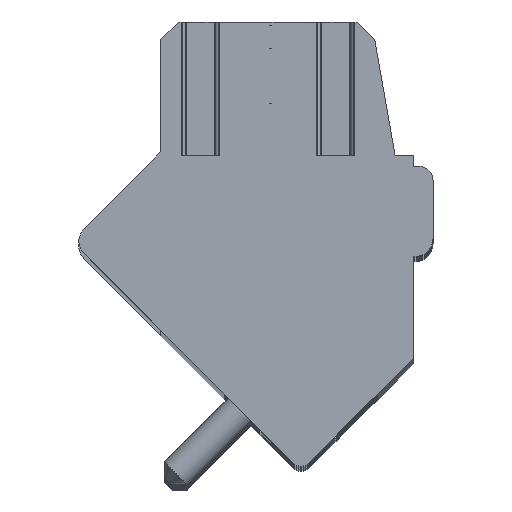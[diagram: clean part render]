
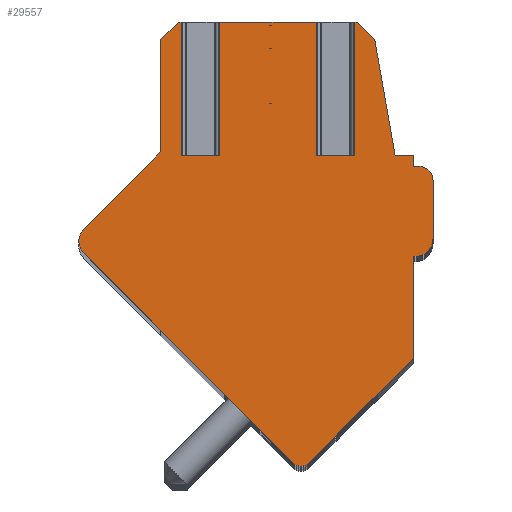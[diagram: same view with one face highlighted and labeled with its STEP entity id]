
A CAD part, top view. The second image highlights one B-rep face of the part: STEP entity #29557.
In plain terms, the highlighted planar face has unit normal (0, 0, 1).
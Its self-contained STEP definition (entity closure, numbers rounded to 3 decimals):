
#3476=DIRECTION('',(0.707,-0.707,0.));
#3477=VECTOR('',#3476,8.2);
#3478=CARTESIAN_POINT('',(-4.761,0.072,1.75));
#3479=LINE('',#3478,#3477);
#4034=DIRECTION('',(1.,0.,0.));
#4035=VECTOR('',#4034,1.07);
#4036=CARTESIAN_POINT('',(1.673,2.8,1.75));
#4037=LINE('',#4036,#4035);
#4038=DIRECTION('',(0.,1.,0.));
#4039=VECTOR('',#4038,3.7);
#4040=CARTESIAN_POINT('',(2.743,2.8,1.75));
#4041=LINE('',#4040,#4039);
#4042=DIRECTION('',(-1.,0.,0.));
#4043=VECTOR('',#4042,0.068);
#4044=CARTESIAN_POINT('',(2.811,6.5,1.75));
#4045=LINE('',#4044,#4043);
#4046=DIRECTION('',(-0.707,0.707,0.));
#4047=VECTOR('',#4046,0.677);
#4048=CARTESIAN_POINT('',(3.29,6.021,1.75));
#4049=LINE('',#4048,#4047);
#4050=DIRECTION('',(-0.174,0.985,0.));
#4051=VECTOR('',#4050,3.271);
#4052=CARTESIAN_POINT('',(3.858,2.8,1.75));
#4053=LINE('',#4052,#4051);
#4054=DIRECTION('',(-1.,0.,0.));
#4055=VECTOR('',#4054,0.5);
#4056=CARTESIAN_POINT('',(4.358,2.8,1.75));
#4057=LINE('',#4056,#4055);
#4058=DIRECTION('',(0.,1.,0.));
#4059=VECTOR('',#4058,0.3);
#4060=CARTESIAN_POINT('',(4.358,2.5,1.75));
#4061=LINE('',#4060,#4059);
#4062=DIRECTION('',(-1.,0.,0.));
#4063=VECTOR('',#4062,0.15);
#4064=CARTESIAN_POINT('',(4.508,2.5,1.75));
#4065=LINE('',#4064,#4063);
#4066=CARTESIAN_POINT('',(4.508,2.1,1.75));
#4067=DIRECTION('',(0.,0.,1.));
#4068=DIRECTION('',(1.,0.,0.));
#4069=AXIS2_PLACEMENT_3D('',#4066,#4067,#4068);
#4071=DIRECTION('',(0.,1.,0.));
#4072=VECTOR('',#4071,1.6);
#4073=CARTESIAN_POINT('',(4.908,0.5,1.75));
#4074=LINE('',#4073,#4072);
#4075=CARTESIAN_POINT('',(4.408,0.5,1.75));
#4076=DIRECTION('',(0.,0.,1.));
#4077=DIRECTION('',(0.,-1.,0.));
#4078=AXIS2_PLACEMENT_3D('',#4075,#4076,#4077);
#4080=DIRECTION('',(1.,0.,0.));
#4081=VECTOR('',#4080,0.05);
#4082=CARTESIAN_POINT('',(4.358,0.,1.75));
#4083=LINE('',#4082,#4081);
#4084=DIRECTION('',(0.,1.,0.));
#4085=VECTOR('',#4084,2.83);
#4086=CARTESIAN_POINT('',(4.358,-2.83,1.75));
#4087=LINE('',#4086,#4085);
#4088=DIRECTION('',(0.707,0.707,0.));
#4089=VECTOR('',#4088,4.096);
#4090=CARTESIAN_POINT('',(1.461,-5.727,1.75));
#4091=LINE('',#4090,#4089);
#4092=CARTESIAN_POINT('',(1.249,-5.515,1.75));
#4093=DIRECTION('',(0.,0.,1.));
#4094=DIRECTION('',(-0.707,-0.707,0.));
#4095=AXIS2_PLACEMENT_3D('',#4092,#4093,#4094);
#4097=CARTESIAN_POINT('',(-4.408,0.425,1.75));
#4098=DIRECTION('',(0.,0.,1.));
#4099=DIRECTION('',(-0.707,0.707,0.));
#4100=AXIS2_PLACEMENT_3D('',#4097,#4098,#4099);
#4102=DIRECTION('',(-0.707,-0.707,0.));
#4103=VECTOR('',#4102,2.997);
#4104=CARTESIAN_POINT('',(-2.642,2.898,1.75));
#4105=LINE('',#4104,#4103);
#4106=DIRECTION('',(0.,-1.,0.));
#4107=VECTOR('',#4106,3.111);
#4108=CARTESIAN_POINT('',(-2.642,6.009,1.75));
#4109=LINE('',#4108,#4107);
#4110=DIRECTION('',(-0.707,-0.707,0.));
#4111=VECTOR('',#4110,0.694);
#4112=CARTESIAN_POINT('',(-2.151,6.5,1.75));
#4113=LINE('',#4112,#4111);
#4114=DIRECTION('',(-1.,0.,0.));
#4115=VECTOR('',#4114,0.074);
#4116=CARTESIAN_POINT('',(-2.077,6.5,1.75));
#4117=LINE('',#4116,#4115);
#4118=DIRECTION('',(0.,1.,0.));
#4119=VECTOR('',#4118,3.7);
#4120=CARTESIAN_POINT('',(-2.077,2.8,1.75));
#4121=LINE('',#4120,#4119);
#4122=DIRECTION('',(1.,0.,0.));
#4123=VECTOR('',#4122,1.07);
#4124=CARTESIAN_POINT('',(-2.077,2.8,1.75));
#4125=LINE('',#4124,#4123);
#4126=DIRECTION('',(0.,1.,0.));
#4127=VECTOR('',#4126,3.7);
#4128=CARTESIAN_POINT('',(-1.007,2.8,1.75));
#4129=LINE('',#4128,#4127);
#4130=DIRECTION('',(-1.,0.,0.));
#4131=VECTOR('',#4130,2.68);
#4132=CARTESIAN_POINT('',(1.673,6.5,1.75));
#4133=LINE('',#4132,#4131);
#4134=DIRECTION('',(0.,1.,0.));
#4135=VECTOR('',#4134,3.7);
#4136=CARTESIAN_POINT('',(1.673,2.8,1.75));
#4137=LINE('',#4136,#4135);
#19575=CARTESIAN_POINT('',(1.673,2.8,1.75));
#19576=CARTESIAN_POINT('',(2.743,2.8,1.75));
#19577=VERTEX_POINT('',#19575);
#19578=VERTEX_POINT('',#19576);
#19579=CARTESIAN_POINT('',(2.743,6.5,1.75));
#19580=VERTEX_POINT('',#19579);
#19581=CARTESIAN_POINT('',(1.673,6.5,1.75));
#19582=VERTEX_POINT('',#19581);
#19595=CARTESIAN_POINT('',(-2.077,2.8,1.75));
#19596=CARTESIAN_POINT('',(-1.007,2.8,1.75));
#19597=VERTEX_POINT('',#19595);
#19598=VERTEX_POINT('',#19596);
#19599=CARTESIAN_POINT('',(-1.007,6.5,1.75));
#19600=VERTEX_POINT('',#19599);
#19601=CARTESIAN_POINT('',(-2.077,6.5,1.75));
#19602=VERTEX_POINT('',#19601);
#19693=CARTESIAN_POINT('',(1.037,-5.727,1.75));
#19694=CARTESIAN_POINT('',(1.461,-5.727,1.75));
#19695=VERTEX_POINT('',#19693);
#19696=VERTEX_POINT('',#19694);
#19697=CARTESIAN_POINT('',(4.358,-2.83,1.75));
#19698=VERTEX_POINT('',#19697);
#19699=CARTESIAN_POINT('',(4.358,0.,1.75));
#19700=VERTEX_POINT('',#19699);
#19701=CARTESIAN_POINT('',(4.408,0.,1.75));
#19702=VERTEX_POINT('',#19701);
#19703=CARTESIAN_POINT('',(4.908,0.5,1.75));
#19704=VERTEX_POINT('',#19703);
#19705=CARTESIAN_POINT('',(4.908,2.1,1.75));
#19706=VERTEX_POINT('',#19705);
#19707=CARTESIAN_POINT('',(4.508,2.5,1.75));
#19708=VERTEX_POINT('',#19707);
#19709=CARTESIAN_POINT('',(4.358,2.5,1.75));
#19710=VERTEX_POINT('',#19709);
#19711=CARTESIAN_POINT('',(4.358,2.8,1.75));
#19712=VERTEX_POINT('',#19711);
#19713=CARTESIAN_POINT('',(3.858,2.8,1.75));
#19714=VERTEX_POINT('',#19713);
#19715=CARTESIAN_POINT('',(3.29,6.021,1.75));
#19716=VERTEX_POINT('',#19715);
#19717=CARTESIAN_POINT('',(2.811,6.5,1.75));
#19718=VERTEX_POINT('',#19717);
#19719=CARTESIAN_POINT('',(-2.151,6.5,1.75));
#19720=CARTESIAN_POINT('',(-2.642,6.009,1.75));
#19721=VERTEX_POINT('',#19719);
#19722=VERTEX_POINT('',#19720);
#19723=CARTESIAN_POINT('',(-4.761,0.779,1.75));
#19724=CARTESIAN_POINT('',(-4.761,0.072,1.75));
#19725=VERTEX_POINT('',#19723);
#19726=VERTEX_POINT('',#19724);
#19731=CARTESIAN_POINT('',(-2.642,2.898,1.75));
#19733=VERTEX_POINT('',#19731);
#29514=CARTESIAN_POINT('',(0.,0.,1.75));
#29515=DIRECTION('',(0.,0.,1.));
#29516=DIRECTION('',(1.,0.,0.));
#29517=AXIS2_PLACEMENT_3D('',#29514,#29515,#29516);
#29518=PLANE('',#29517);
#29520=ORIENTED_EDGE('',*,*,#29519,.T.);
#29522=ORIENTED_EDGE('',*,*,#29521,.T.);
#29523=ORIENTED_EDGE('',*,*,#25144,.F.);
#29524=ORIENTED_EDGE('',*,*,#25450,.F.);
#29525=ORIENTED_EDGE('',*,*,#25464,.F.);
#29526=ORIENTED_EDGE('',*,*,#25478,.F.);
#29527=ORIENTED_EDGE('',*,*,#25683,.F.);
#29528=ORIENTED_EDGE('',*,*,#25699,.F.);
#29529=ORIENTED_EDGE('',*,*,#26476,.F.);
#29530=ORIENTED_EDGE('',*,*,#26848,.F.);
#29531=ORIENTED_EDGE('',*,*,#27220,.F.);
#29532=ORIENTED_EDGE('',*,*,#27592,.F.);
#29533=ORIENTED_EDGE('',*,*,#27971,.F.);
#29534=ORIENTED_EDGE('',*,*,#28783,.F.);
#29535=ORIENTED_EDGE('',*,*,#29065,.F.);
#29536=ORIENTED_EDGE('',*,*,#28834,.F.);
#29538=ORIENTED_EDGE('',*,*,#29537,.F.);
#29540=ORIENTED_EDGE('',*,*,#29539,.F.);
#29542=ORIENTED_EDGE('',*,*,#29541,.F.);
#29544=ORIENTED_EDGE('',*,*,#29543,.F.);
#29545=ORIENTED_EDGE('',*,*,#25176,.F.);
#29547=ORIENTED_EDGE('',*,*,#29546,.F.);
#29549=ORIENTED_EDGE('',*,*,#29548,.T.);
#29551=ORIENTED_EDGE('',*,*,#29550,.T.);
#29552=ORIENTED_EDGE('',*,*,#25160,.F.);
#29554=ORIENTED_EDGE('',*,*,#29553,.F.);
#29555=EDGE_LOOP('',(#29520,#29522,#29523,#29524,#29525,#29526,#29527,#29528,
#29529,#29530,#29531,#29532,#29533,#29534,#29535,#29536,#29538,#29540,#29542,
#29544,#29545,#29547,#29549,#29551,#29552,#29554));
#29556=FACE_OUTER_BOUND('',#29555,.F.);
#4070=CIRCLE('',#4069,0.4);
#4079=CIRCLE('',#4078,0.5);
#4096=CIRCLE('',#4095,0.3);
#4101=CIRCLE('',#4100,0.5);
#25144=EDGE_CURVE('',#19718,#19580,#4045,.T.);
#25160=EDGE_CURVE('',#19582,#19600,#4133,.T.);
#25176=EDGE_CURVE('',#19602,#19721,#4117,.T.);
#25450=EDGE_CURVE('',#19716,#19718,#4049,.T.);
#25464=EDGE_CURVE('',#19714,#19716,#4053,.T.);
#25478=EDGE_CURVE('',#19712,#19714,#4057,.T.);
#25683=EDGE_CURVE('',#19710,#19712,#4061,.T.);
#25699=EDGE_CURVE('',#19708,#19710,#4065,.T.);
#26476=EDGE_CURVE('',#19706,#19708,#4070,.T.);
#26848=EDGE_CURVE('',#19704,#19706,#4074,.T.);
#27220=EDGE_CURVE('',#19702,#19704,#4079,.T.);
#27592=EDGE_CURVE('',#19700,#19702,#4083,.T.);
#27971=EDGE_CURVE('',#19698,#19700,#4087,.T.);
#28783=EDGE_CURVE('',#19696,#19698,#4091,.T.);
#28834=EDGE_CURVE('',#19726,#19695,#3479,.T.);
#29065=EDGE_CURVE('',#19695,#19696,#4096,.T.);
#29519=EDGE_CURVE('',#19577,#19578,#4037,.T.);
#29521=EDGE_CURVE('',#19578,#19580,#4041,.T.);
#29537=EDGE_CURVE('',#19725,#19726,#4101,.T.);
#29539=EDGE_CURVE('',#19733,#19725,#4105,.T.);
#29541=EDGE_CURVE('',#19722,#19733,#4109,.T.);
#29543=EDGE_CURVE('',#19721,#19722,#4113,.T.);
#29546=EDGE_CURVE('',#19597,#19602,#4121,.T.);
#29548=EDGE_CURVE('',#19597,#19598,#4125,.T.);
#29550=EDGE_CURVE('',#19598,#19600,#4129,.T.);
#29553=EDGE_CURVE('',#19577,#19582,#4137,.T.);
#29557=ADVANCED_FACE('',(#29556),#29518,.T.);
